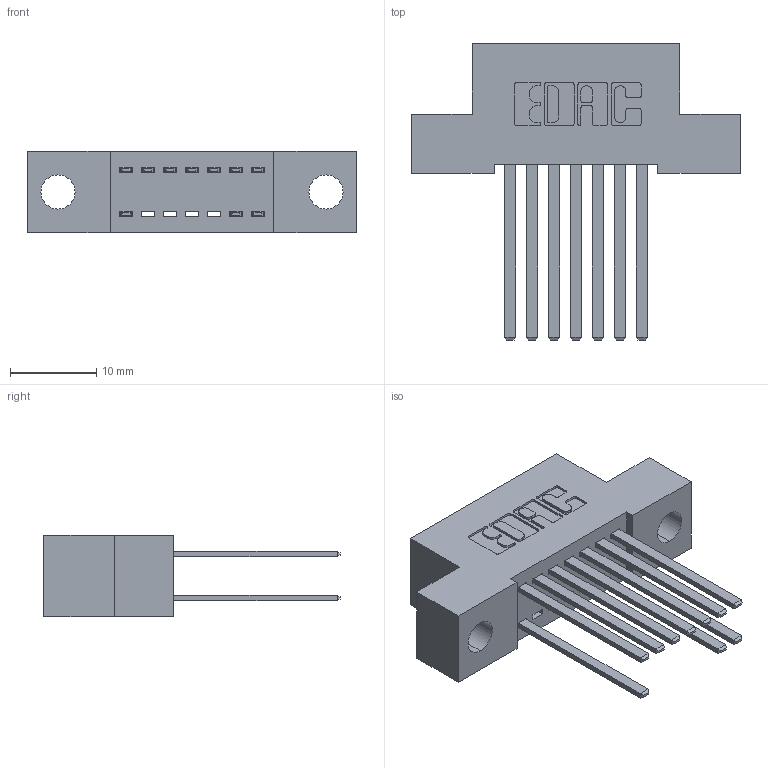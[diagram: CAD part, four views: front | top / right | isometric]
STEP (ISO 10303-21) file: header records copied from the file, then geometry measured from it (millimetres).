
FILE_DESCRIPTION (( 'STEP AP203' ), '1' );
FILE_NAME ('392-014-544-204.STEP', '2018-08-15T00:14:48', ( '' ), ( '' ), 'SwSTEP 2.0', 'SolidWorks 2016', '' );
FILE_SCHEMA (( 'CONFIG_CONTROL_DESIGN' ));
Length unit declared in the file: inch
Products named in the file (3): 342 Part_.156 TH; 345-292-001_345-293-144; 392-014-544-204
Assembly tree (11 placements, depth 2):
  392-014-544-204
    342 Part_.156 TH
    345-292-001_345-293-144  x10
Bounding box: 38.1 x 34.3 x 9.4 mm (x, y, z)
Volume: 3274.8 mm3; surface area: 4481.6 mm2
Topology: 11 solids, 11 shells, 594 faces, 1753 edges, 1154 vertices
Faces by surface type: plane 410, cylinder 184
Entity records: 8589 total; most frequent: CARTESIAN_POINT 1478, ORIENTED_EDGE 1418, DIRECTION 1317, EDGE_CURVE 709, LINE 585, VECTOR 585, VERTEX_POINT 470, AXIS2_PLACEMENT_3D 366
